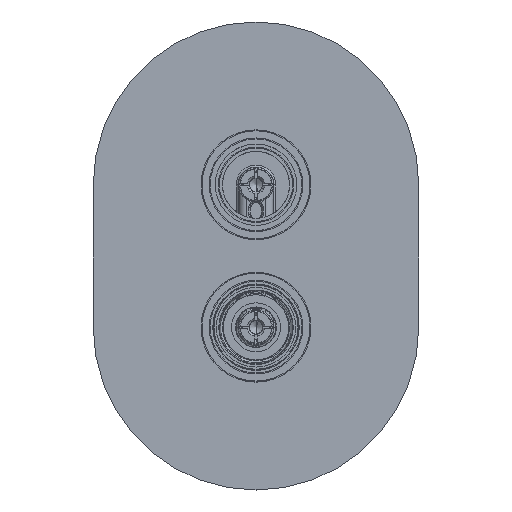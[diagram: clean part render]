
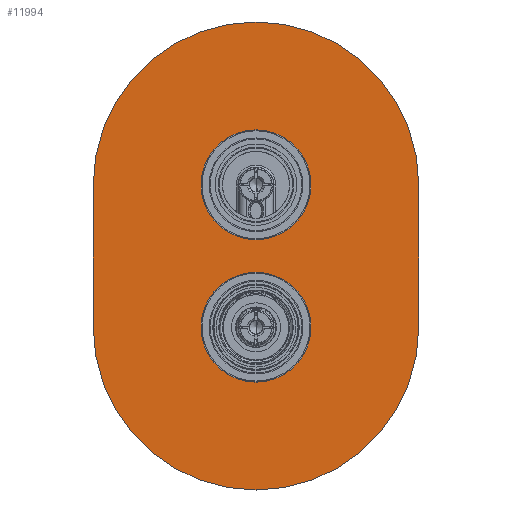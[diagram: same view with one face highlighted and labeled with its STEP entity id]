
A CAD part, top view. The second image highlights one B-rep face of the part: STEP entity #11994.
In plain terms, the highlighted planar face has unit normal (0, 0, 1).
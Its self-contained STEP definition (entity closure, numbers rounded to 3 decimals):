
#11801=DIRECTION('',(0.,-1.,0.));
#11802=VECTOR('',#11801,70.);
#11803=CARTESIAN_POINT('',(-80.,35.,3.));
#11804=LINE('',#11803,#11802);
#11805=CARTESIAN_POINT('',(0.,35.,3.));
#11806=DIRECTION('',(0.,0.,1.));
#11807=DIRECTION('',(1.,0.,0.));
#11808=AXIS2_PLACEMENT_3D('',#11805,#11806,#11807);
#11810=DIRECTION('',(0.,1.,0.));
#11811=VECTOR('',#11810,70.);
#11812=CARTESIAN_POINT('',(80.,-35.,3.));
#11813=LINE('',#11812,#11811);
#11814=CARTESIAN_POINT('',(0.,-35.,3.));
#11815=DIRECTION('',(0.,0.,1.));
#11816=DIRECTION('',(-1.,0.,0.));
#11817=AXIS2_PLACEMENT_3D('',#11814,#11815,#11816);
#11819=CARTESIAN_POINT('',(0.,35.,3.));
#11820=DIRECTION('',(0.,0.,1.));
#11821=DIRECTION('',(1.,0.,0.));
#11822=AXIS2_PLACEMENT_3D('',#11819,#11820,#11821);
#11824=CARTESIAN_POINT('',(0.,35.,3.));
#11825=DIRECTION('',(0.,0.,1.));
#11826=DIRECTION('',(-1.,0.,0.));
#11827=AXIS2_PLACEMENT_3D('',#11824,#11825,#11826);
#11829=CARTESIAN_POINT('',(0.,-35.,3.));
#11830=DIRECTION('',(0.,0.,1.));
#11831=DIRECTION('',(1.,0.,0.));
#11832=AXIS2_PLACEMENT_3D('',#11829,#11830,#11831);
#11834=CARTESIAN_POINT('',(0.,-35.,3.));
#11835=DIRECTION('',(0.,0.,1.));
#11836=DIRECTION('',(-1.,0.,0.));
#11837=AXIS2_PLACEMENT_3D('',#11834,#11835,#11836);
#11863=CARTESIAN_POINT('',(-80.,35.,3.));
#11864=CARTESIAN_POINT('',(-80.,-35.,3.));
#11865=VERTEX_POINT('',#11863);
#11866=VERTEX_POINT('',#11864);
#11867=CARTESIAN_POINT('',(80.,-35.,3.));
#11868=VERTEX_POINT('',#11867);
#11869=CARTESIAN_POINT('',(80.,35.,3.));
#11870=VERTEX_POINT('',#11869);
#11879=CARTESIAN_POINT('',(27.,35.,3.));
#11880=CARTESIAN_POINT('',(-27.,35.,3.));
#11881=VERTEX_POINT('',#11879);
#11882=VERTEX_POINT('',#11880);
#11883=CARTESIAN_POINT('',(27.,-35.,3.));
#11884=CARTESIAN_POINT('',(-27.,-35.,3.));
#11885=VERTEX_POINT('',#11883);
#11886=VERTEX_POINT('',#11884);
#11971=CARTESIAN_POINT('',(0.,0.,3.));
#11972=DIRECTION('',(0.,0.,1.));
#11973=DIRECTION('',(1.,0.,0.));
#11974=AXIS2_PLACEMENT_3D('',#11971,#11972,#11973);
#11975=PLANE('',#11974);
#11976=ORIENTED_EDGE('',*,*,#11923,.F.);
#11977=ORIENTED_EDGE('',*,*,#11938,.F.);
#11978=ORIENTED_EDGE('',*,*,#11952,.F.);
#11979=ORIENTED_EDGE('',*,*,#11965,.F.);
#11980=EDGE_LOOP('',(#11976,#11977,#11978,#11979));
#11981=FACE_OUTER_BOUND('',#11980,.F.);
#11983=ORIENTED_EDGE('',*,*,#11982,.T.);
#11985=ORIENTED_EDGE('',*,*,#11984,.T.);
#11986=EDGE_LOOP('',(#11983,#11985));
#11987=FACE_BOUND('',#11986,.F.);
#11989=ORIENTED_EDGE('',*,*,#11988,.T.);
#11991=ORIENTED_EDGE('',*,*,#11990,.T.);
#11992=EDGE_LOOP('',(#11989,#11991));
#11993=FACE_BOUND('',#11992,.F.);
#11994=ADVANCED_FACE('',(#11981,#11987,#11993),#11975,.T.);
#11809=CIRCLE('',#11808,80.);
#11818=CIRCLE('',#11817,80.);
#11823=CIRCLE('',#11822,27.);
#11828=CIRCLE('',#11827,27.);
#11833=CIRCLE('',#11832,27.);
#11838=CIRCLE('',#11837,27.);
#11923=EDGE_CURVE('',#11865,#11866,#11804,.T.);
#11938=EDGE_CURVE('',#11870,#11865,#11809,.T.);
#11952=EDGE_CURVE('',#11868,#11870,#11813,.T.);
#11965=EDGE_CURVE('',#11866,#11868,#11818,.T.);
#11982=EDGE_CURVE('',#11881,#11882,#11823,.T.);
#11984=EDGE_CURVE('',#11882,#11881,#11828,.T.);
#11988=EDGE_CURVE('',#11885,#11886,#11833,.T.);
#11990=EDGE_CURVE('',#11886,#11885,#11838,.T.);
